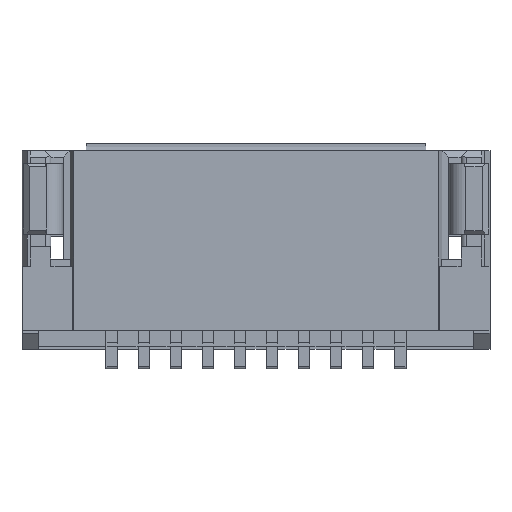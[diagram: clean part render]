
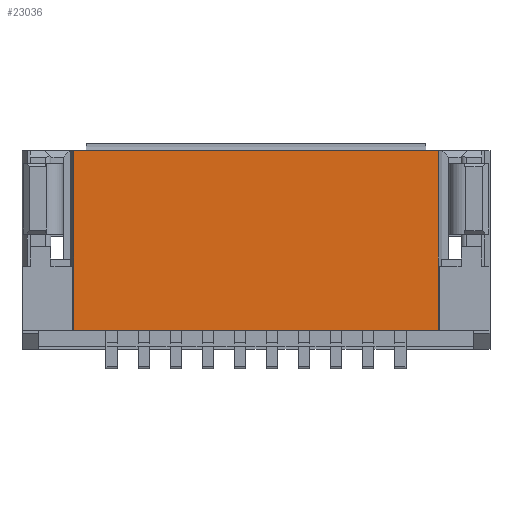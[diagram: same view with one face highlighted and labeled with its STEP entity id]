
A CAD part, front view. The second image highlights one B-rep face of the part: STEP entity #23036.
In plain terms, the highlighted planar face has unit normal (0, -1, 0).
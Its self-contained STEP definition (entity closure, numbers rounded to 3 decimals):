
#12608=DIRECTION('',(0.,0.,1.));
#12609=VECTOR('',#12608,2.8);
#12610=CARTESIAN_POINT('',(2.84,0.,-1.25));
#12611=LINE('',#12610,#12609);
#12628=DIRECTION('',(1.,0.,0.));
#12629=VECTOR('',#12628,5.68);
#12630=CARTESIAN_POINT('',(-2.84,0.,-1.25));
#12631=LINE('',#12630,#12629);
#12632=DIRECTION('',(1.,0.,0.));
#12633=VECTOR('',#12632,5.68);
#12634=CARTESIAN_POINT('',(-2.84,0.,1.55));
#12635=LINE('',#12634,#12633);
#12644=DIRECTION('',(0.,0.,-1.));
#12645=VECTOR('',#12644,2.8);
#12646=CARTESIAN_POINT('',(-2.84,0.,1.55));
#12647=LINE('',#12646,#12645);
#12957=CARTESIAN_POINT('',(-2.84,0.,1.55));
#12958=CARTESIAN_POINT('',(2.84,0.,1.55));
#12959=VERTEX_POINT('',#12957);
#12960=VERTEX_POINT('',#12958);
#13057=CARTESIAN_POINT('',(-2.84,0.,-1.25));
#13058=CARTESIAN_POINT('',(2.84,0.,-1.25));
#13059=VERTEX_POINT('',#13057);
#13060=VERTEX_POINT('',#13058);
#23024=CARTESIAN_POINT('',(-3.65,0.,1.55));
#23025=DIRECTION('',(0.,-1.,0.));
#23026=DIRECTION('',(0.,0.,-1.));
#23027=AXIS2_PLACEMENT_3D('',#23024,#23025,#23026);
#23028=PLANE('',#23027);
#23029=ORIENTED_EDGE('',*,*,#16983,.F.);
#23031=ORIENTED_EDGE('',*,*,#23030,.F.);
#23032=ORIENTED_EDGE('',*,*,#15831,.T.);
#23033=ORIENTED_EDGE('',*,*,#23000,.F.);
#23034=EDGE_LOOP('',(#23029,#23031,#23032,#23033));
#23035=FACE_OUTER_BOUND('',#23034,.F.);
#23036=ADVANCED_FACE('',(#23035),#23028,.T.);
#15831=EDGE_CURVE('',#12959,#12960,#12635,.T.);
#16983=EDGE_CURVE('',#13059,#13060,#12631,.T.);
#23000=EDGE_CURVE('',#13060,#12960,#12611,.T.);
#23030=EDGE_CURVE('',#12959,#13059,#12647,.T.);
